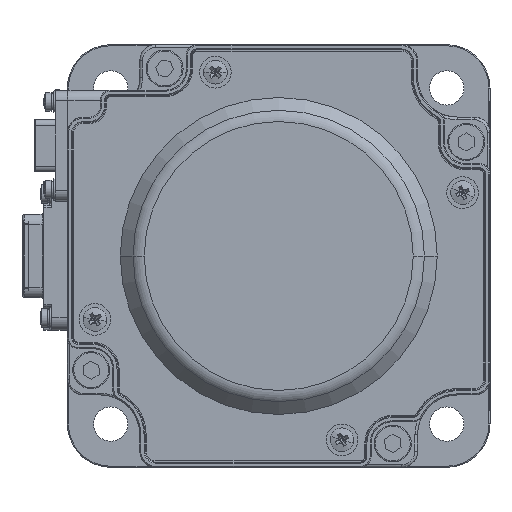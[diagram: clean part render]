
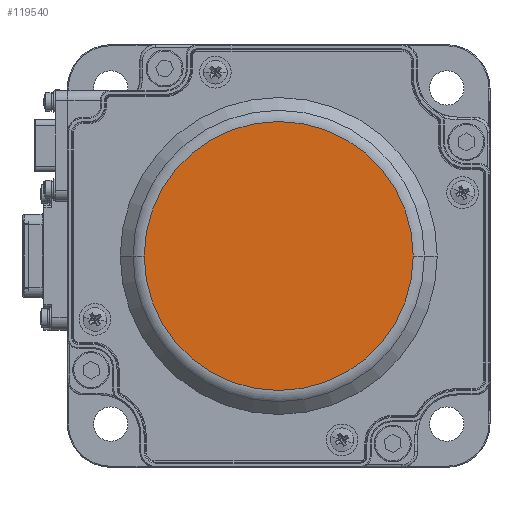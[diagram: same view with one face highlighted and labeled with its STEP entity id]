
A CAD part, left-side view. The second image highlights one B-rep face of the part: STEP entity #119540.
In plain terms, the highlighted planar face has unit normal (-1, 0, 0).
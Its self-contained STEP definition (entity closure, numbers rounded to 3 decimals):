
#22319 = ORIENTED_EDGE ( 'NONE', *, *, #176867, .T. ) ;
#22803 = CARTESIAN_POINT ( 'NONE',  ( -118.5, -25.457, 0. ) ) ;
#38529 = EDGE_CURVE ( 'NONE', #139824, #200693, #124982, .T. ) ;
#61648 = AXIS2_PLACEMENT_3D ( 'NONE', #192941, #158777, #69493 ) ;
#66206 = DIRECTION ( 'NONE',  ( 1., 0., 0. ) ) ;
#68492 = AXIS2_PLACEMENT_3D ( 'NONE', #99663, #81960, #113879 ) ;
#69493 = DIRECTION ( 'NONE',  ( 0., 1., 0. ) ) ;
#80453 = FACE_OUTER_BOUND ( 'NONE', #146780, .T. ) ;
#81960 = DIRECTION ( 'NONE',  ( -1., 0., 0. ) ) ;
#85146 = CARTESIAN_POINT ( 'NONE',  ( -118.5, 0., 0. ) ) ;
#86516 = AXIS2_PLACEMENT_3D ( 'NONE', #85146, #66206, #205072 ) ;
#94353 = CARTESIAN_POINT ( 'NONE',  ( -118.5, 25.457, 0. ) ) ;
#98123 = PLANE ( 'NONE',  #86516 ) ;
#99663 = CARTESIAN_POINT ( 'NONE',  ( -118.5, 0., 0. ) ) ;
#113879 = DIRECTION ( 'NONE',  ( 0., 1., 0. ) ) ;
#119540 = ADVANCED_FACE ( 'NONE', ( #80453 ), #98123, .F. ) ;
#124982 = CIRCLE ( 'NONE', #68492, 25.457 ) ;
#139824 = VERTEX_POINT ( 'NONE', #22803 ) ;
#146780 = EDGE_LOOP ( 'NONE', ( #22319, #219965 ) ) ;
#158777 = DIRECTION ( 'NONE',  ( -1., 0., 0. ) ) ;
#166731 = CIRCLE ( 'NONE', #61648, 25.457 ) ;
#176867 = EDGE_CURVE ( 'NONE', #200693, #139824, #166731, .T. ) ;
#192941 = CARTESIAN_POINT ( 'NONE',  ( -118.5, 0., 0. ) ) ;
#200693 = VERTEX_POINT ( 'NONE', #94353 ) ;
#205072 = DIRECTION ( 'NONE',  ( 0., 1., 0. ) ) ;
#219965 = ORIENTED_EDGE ( 'NONE', *, *, #38529, .T. ) ;
